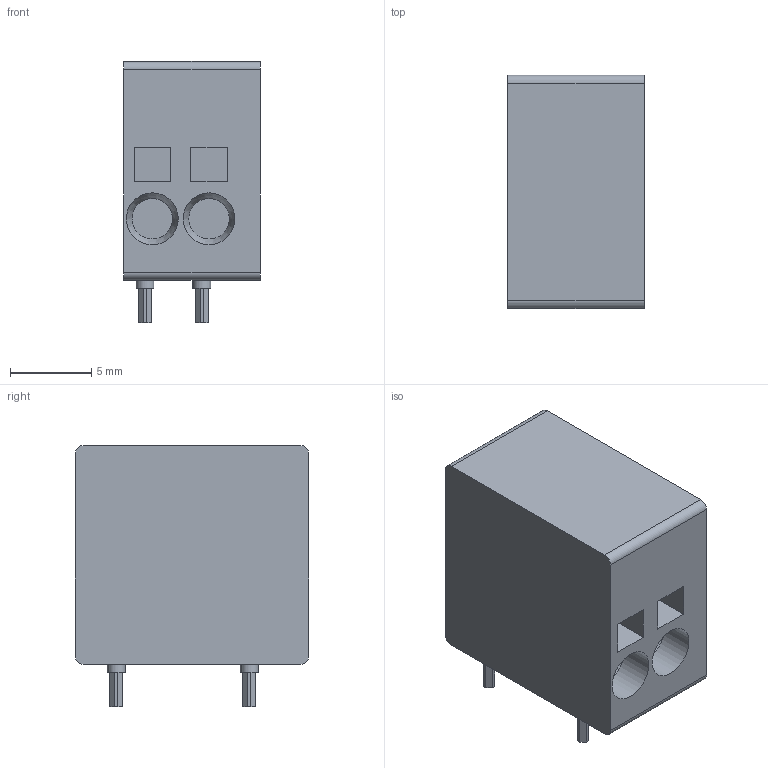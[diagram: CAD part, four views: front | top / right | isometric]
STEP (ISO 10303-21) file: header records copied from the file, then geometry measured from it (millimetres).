
FILE_DESCRIPTION(/* description */ ('model of PhoenixContact_SPT_1.5_2-H-3.5_1x02_P3.5mm_Horizontal'),/* implementation_level */ '2;1');
FILE_NAME(/* name */ 'PhoenixContact_SPT_1.5_2-H-3.5_1x02_P3.5mm_Horizontal.step',/* time_stamp */ '2023-01-30T13:56:13',/* author */ ('KiCAD','kicad'),/* organization */ ('OCCT'),/* preprocessor_version */ '',/* originating_system */ 'KiCAD',/* authorisation */ '');
FILE_SCHEMA(('AUTOMOTIVE_DESIGN { 1 0 10303 214 1 1 1 1 }'));
Length unit declared in the file: millimetre
Products named in the file (7): CQ assembly; 79fa99c4-a09d-11ed-8f45-a0cec80452fd; 79fa99c4-a09d-11ed-8f45-a0cec80452fd_part; 79fa9e9c-a09d-11ed-8f45-a0cec80452fd; 79fa9e9c-a09d-11ed-8f45-a0cec80452fd_part; 79faa16c-a09d-11ed-8f45-a0cec80452fd; 79faa16c-a09d-11ed-8f45-a0cec80452fd_part
Assembly tree (6 placements, depth 4):
  CQ assembly
    79fa99c4-a09d-11ed-8f45-a0cec80452fd
      79fa99c4-a09d-11ed-8f45-a0cec80452fd_part
      79fa9e9c-a09d-11ed-8f45-a0cec80452fd
        79fa9e9c-a09d-11ed-8f45-a0cec80452fd_part
      79faa16c-a09d-11ed-8f45-a0cec80452fd
        79faa16c-a09d-11ed-8f45-a0cec80452fd_part
Bounding box: 8.4 x 14.4 x 16.1 mm (x, y, z)
Volume: 1563.3 mm3; surface area: 990.8 mm2
Topology: 5 solids, 5 shells, 74 faces, 166 edges, 110 vertices
Faces by surface type: plane 62, cylinder 10, cone 2
Full cylindrical faces by diameter (mm): 1.1 x4, 3.2 x2
Entity records: 2185 total; most frequent: CARTESIAN_POINT 357, DIRECTION 350, ORIENTED_EDGE 332, EDGE_CURVE 166, LINE 144, VECTOR 144, VERTEX_POINT 110, AXIS2_PLACEMENT_3D 103
